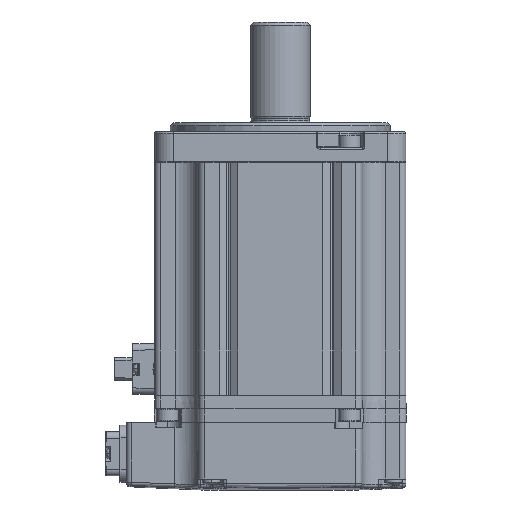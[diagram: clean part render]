
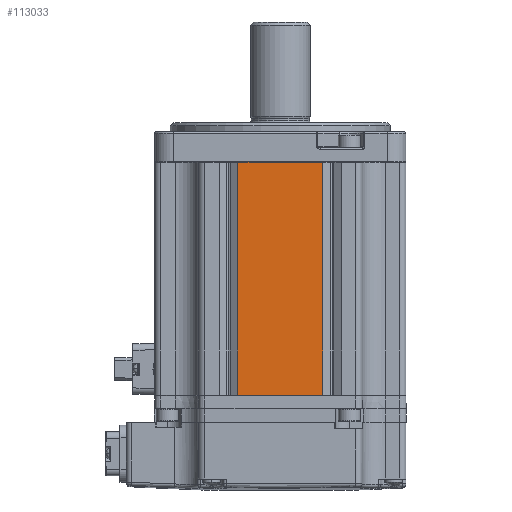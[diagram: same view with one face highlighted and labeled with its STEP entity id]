
A CAD part, front view. The second image highlights one B-rep face of the part: STEP entity #113033.
In plain terms, the highlighted planar face has unit normal (0, -1, 0).
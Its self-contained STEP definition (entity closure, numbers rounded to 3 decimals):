
#3735 = CARTESIAN_POINT ( 'NONE',  ( 13.5, -40., -66.3 ) ) ;
#9148 = VERTEX_POINT ( 'NONE', #3735 ) ;
#19104 = VECTOR ( 'NONE', #33203, 1000. ) ;
#32826 = CARTESIAN_POINT ( 'NONE',  ( 13.5, -40., -66.3 ) ) ;
#33203 = DIRECTION ( 'NONE',  ( 0., 0., 1. ) ) ;
#34322 = LINE ( 'NONE', #32826, #143371 ) ;
#35891 = DIRECTION ( 'NONE',  ( -1., 0., 0. ) ) ;
#36762 = VECTOR ( 'NONE', #35891, 1000. ) ;
#43674 = CARTESIAN_POINT ( 'NONE',  ( -13.5, -40., -65.5 ) ) ;
#44403 = ORIENTED_EDGE ( 'NONE', *, *, #132685, .T. ) ;
#54664 = ORIENTED_EDGE ( 'NONE', *, *, #80140, .T. ) ;
#55579 = LINE ( 'NONE', #43674, #19104 ) ;
#56693 = DIRECTION ( 'NONE',  ( 1., 0., 0. ) ) ;
#58253 = VERTEX_POINT ( 'NONE', #60208 ) ;
#58989 = CARTESIAN_POINT ( 'NONE',  ( -13.5, -40., -66.3 ) ) ;
#60208 = CARTESIAN_POINT ( 'NONE',  ( -13.5, -40., 7.8 ) ) ;
#61858 = PLANE ( 'NONE',  #119978 ) ;
#73014 = DIRECTION ( 'NONE',  ( -1., 0., 0. ) ) ;
#75204 = CARTESIAN_POINT ( 'NONE',  ( 0., -40., 0. ) ) ;
#75300 = EDGE_CURVE ( 'NONE', #80191, #9148, #34322, .T. ) ;
#75889 = CARTESIAN_POINT ( 'NONE',  ( 13.5, -40., 7.8 ) ) ;
#80140 = EDGE_CURVE ( 'NONE', #129930, #58253, #113417, .T. ) ;
#80191 = VERTEX_POINT ( 'NONE', #58989 ) ;
#85992 = EDGE_CURVE ( 'NONE', #80191, #58253, #55579, .T. ) ;
#102577 = ORIENTED_EDGE ( 'NONE', *, *, #85992, .F. ) ;
#104645 = EDGE_LOOP ( 'NONE', ( #102577, #116152, #44403, #54664 ) ) ;
#112678 = CARTESIAN_POINT ( 'NONE',  ( -13.5, -40., 7.8 ) ) ;
#113033 = ADVANCED_FACE ( 'NONE', ( #130403 ), #61858, .F. ) ;
#113417 = LINE ( 'NONE', #112678, #36762 ) ;
#116152 = ORIENTED_EDGE ( 'NONE', *, *, #75300, .T. ) ;
#119978 = AXIS2_PLACEMENT_3D ( 'NONE', #75204, #143063, #73014 ) ;
#122589 = LINE ( 'NONE', #134525, #131715 ) ;
#129930 = VERTEX_POINT ( 'NONE', #75889 ) ;
#130403 = FACE_OUTER_BOUND ( 'NONE', #104645, .T. ) ;
#131715 = VECTOR ( 'NONE', #144981, 1000. ) ;
#132685 = EDGE_CURVE ( 'NONE', #9148, #129930, #122589, .T. ) ;
#134525 = CARTESIAN_POINT ( 'NONE',  ( 13.5, -40., -65.5 ) ) ;
#143063 = DIRECTION ( 'NONE',  ( 0., 1., 0. ) ) ;
#143371 = VECTOR ( 'NONE', #56693, 1000. ) ;
#144981 = DIRECTION ( 'NONE',  ( 0., 0., 1. ) ) ;
